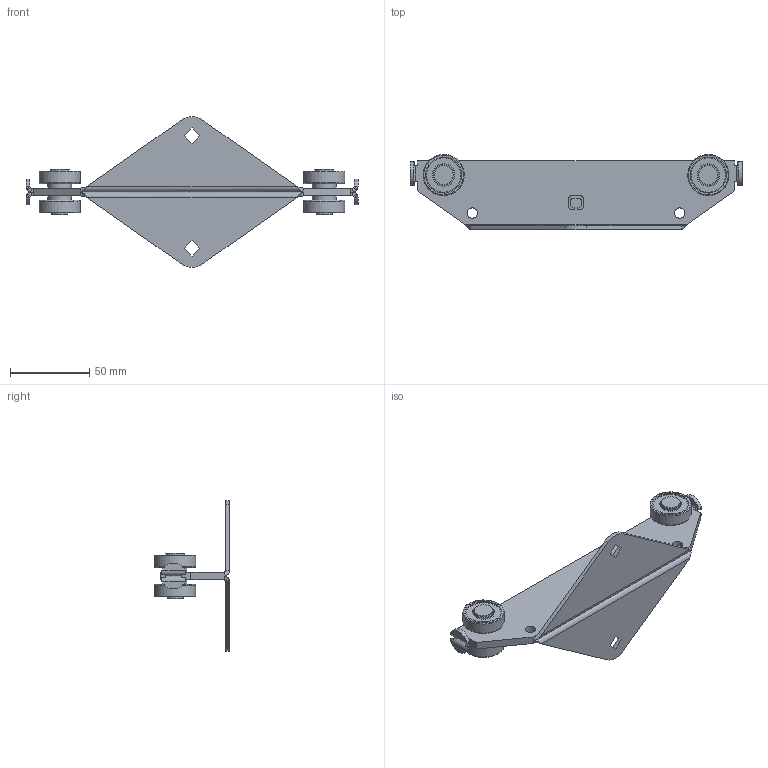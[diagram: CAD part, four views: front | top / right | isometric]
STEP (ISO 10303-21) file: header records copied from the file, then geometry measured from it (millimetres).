
FILE_DESCRIPTION(('STEP AP203'), '1');
FILE_NAME('ÐË311.150.RC35 Òåëåæêà', '', ('UNSPECIFIED'), ('UNSPECIFIED'), 'ASCON STEP Converter 1.3', 'ASCON Math Kernel', '');
FILE_SCHEMA(('CONFIG_CONTROL_DESIGN'));
Length unit declared in the file: millimetre
Products named in the file (1): 311.150.RC35 Òåëåæêà
Bounding box: 209.5 x 47.29 x 94.95 mm (x, y, z)
Volume: 66830.9 mm3; surface area: 44899.4 mm2
Topology: 1 solids, 11 shells, 265 faces, 579 edges, 360 vertices
Faces by surface type: plane 129, cylinder 90, torus 26, bspline 20
Full cylindrical faces by diameter (mm): 6.5 x2, 10 x8, 11 x4, 12 x2, 13.2 x8, 14.32 x8, 15 x4, 21.68 x8, 22.8 x8, 26 x4
Entity records: 9689 total; most frequent: CARTESIAN_POINT 1975, DIRECTION 1147, ORIENTED_EDGE 994, EDGE_CURVE 497, AXIS2_PLACEMENT_3D 444, EDGE_LOOP 399, VERTEX_POINT 360, COLOUR_RGB 266
